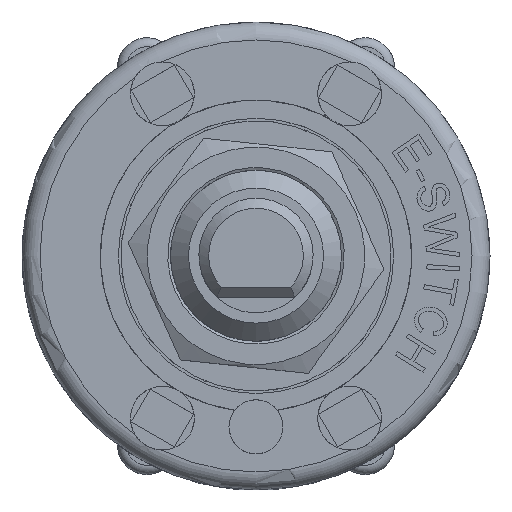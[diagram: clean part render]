
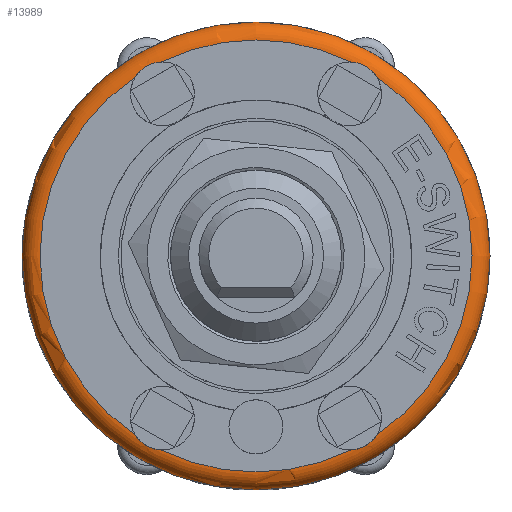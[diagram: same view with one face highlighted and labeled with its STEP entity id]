
A CAD part, top view. The second image highlights one B-rep face of the part: STEP entity #13989.
In plain terms, the highlighted toroidal (fillet/blend) face has major radius 12 mm and minor radius 1 mm.
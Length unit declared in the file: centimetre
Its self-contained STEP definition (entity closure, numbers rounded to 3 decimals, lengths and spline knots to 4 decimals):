
#28=TOROIDAL_SURFACE('',#14727,1.2,0.1);
#640=B_SPLINE_CURVE_WITH_KNOTS('',3,(#24064,#24065,#24066,#24067,#24068,
#24069,#24070,#24071,#24072,#24073,#24074,#24075),.UNSPECIFIED.,.F.,.F.,
(4,2,2,2,2,4),(-0.2692,-0.2446,-0.216,
-0.1921,-0.1645,-0.1357),.UNSPECIFIED.);
#641=B_SPLINE_CURVE_WITH_KNOTS('',3,(#24087,#24088,#24089,#24090,#24091,
#24092,#24093,#24094,#24095,#24096,#24097,#24098),.UNSPECIFIED.,.F.,.F.,
(4,2,2,2,2,4),(-0.2692,-0.2446,-0.216,
-0.1921,-0.1645,-0.1357),.UNSPECIFIED.);
#642=B_SPLINE_CURVE_WITH_KNOTS('',3,(#24115,#24116,#24117,#24118,#24119,
#24120,#24121,#24122,#24123,#24124,#24125,#24126),.UNSPECIFIED.,.F.,.F.,
(4,2,2,2,2,4),(-0.2692,-0.2446,-0.216,
-0.1921,-0.1645,-0.1357),.UNSPECIFIED.);
#643=B_SPLINE_CURVE_WITH_KNOTS('',3,(#24148,#24149,#24150,#24151,#24152,
#24153,#24154,#24155,#24156,#24157,#24158,#24159),.UNSPECIFIED.,.F.,.F.,
(4,2,2,2,2,4),(-0.2692,-0.2446,-0.216,
-0.1921,-0.1645,-0.1357),.UNSPECIFIED.);
#1862=FACE_OUTER_BOUND('',#2688,.T.);
#2688=EDGE_LOOP('',(#12860,#12861,#12862,#12863,#12864,#12865,#12866,#12867,
#12868,#12869,#12870,#12871));
#5831=CIRCLE('',#14680,1.3);
#5858=CIRCLE('',#14728,0.1);
#5859=CIRCLE('',#14729,1.2);
#5860=CIRCLE('',#14730,1.2);
#5861=CIRCLE('',#14731,1.2);
#5862=CIRCLE('',#14732,1.2);
#5863=CIRCLE('',#14733,1.2);
#7110=VERTEX_POINT('',#24026);
#7118=VERTEX_POINT('',#24062);
#7119=VERTEX_POINT('',#24063);
#7122=VERTEX_POINT('',#24085);
#7123=VERTEX_POINT('',#24086);
#7128=VERTEX_POINT('',#24113);
#7129=VERTEX_POINT('',#24114);
#7136=VERTEX_POINT('',#24146);
#7137=VERTEX_POINT('',#24147);
#7140=VERTEX_POINT('',#24169);
#9065=EDGE_CURVE('',#7110,#7110,#5831,.T.);
#9083=EDGE_CURVE('',#7118,#7119,#640,.T.);
#9089=EDGE_CURVE('',#7122,#7123,#641,.T.);
#9097=EDGE_CURVE('',#7128,#7129,#642,.T.);
#9107=EDGE_CURVE('',#7136,#7137,#643,.T.);
#9113=EDGE_CURVE('',#7110,#7140,#5858,.T.);
#9114=EDGE_CURVE('',#7140,#7128,#5859,.T.);
#9115=EDGE_CURVE('',#7129,#7122,#5860,.T.);
#9116=EDGE_CURVE('',#7123,#7118,#5861,.T.);
#9117=EDGE_CURVE('',#7119,#7136,#5862,.T.);
#9118=EDGE_CURVE('',#7137,#7140,#5863,.T.);
#12860=ORIENTED_EDGE('',*,*,#9065,.T.);
#12861=ORIENTED_EDGE('',*,*,#9113,.T.);
#12862=ORIENTED_EDGE('',*,*,#9114,.T.);
#12863=ORIENTED_EDGE('',*,*,#9097,.T.);
#12864=ORIENTED_EDGE('',*,*,#9115,.T.);
#12865=ORIENTED_EDGE('',*,*,#9089,.T.);
#12866=ORIENTED_EDGE('',*,*,#9116,.T.);
#12867=ORIENTED_EDGE('',*,*,#9083,.T.);
#12868=ORIENTED_EDGE('',*,*,#9117,.T.);
#12869=ORIENTED_EDGE('',*,*,#9107,.T.);
#12870=ORIENTED_EDGE('',*,*,#9118,.T.);
#12871=ORIENTED_EDGE('',*,*,#9113,.F.);
#13989=ADVANCED_FACE('',(#1862),#28,.T.);
#14680=AXIS2_PLACEMENT_3D('',#24027,#17465,#17466);
#14727=AXIS2_PLACEMENT_3D('',#24168,#17576,#17577);
#14728=AXIS2_PLACEMENT_3D('',#24170,#17578,#17579);
#14729=AXIS2_PLACEMENT_3D('',#24171,#17580,#17581);
#14730=AXIS2_PLACEMENT_3D('',#24172,#17582,#17583);
#14731=AXIS2_PLACEMENT_3D('',#24173,#17584,#17585);
#14732=AXIS2_PLACEMENT_3D('',#24174,#17586,#17587);
#14733=AXIS2_PLACEMENT_3D('',#24175,#17588,#17589);
#17465=DIRECTION('center_axis',(0.,0.,1.));
#17466=DIRECTION('ref_axis',(-1.,0.,0.));
#17576=DIRECTION('center_axis',(0.,0.,-1.));
#17577=DIRECTION('ref_axis',(-1.,0.,0.));
#17578=DIRECTION('center_axis',(0.,-1.,0.));
#17579=DIRECTION('ref_axis',(1.,0.,0.));
#17580=DIRECTION('center_axis',(0.,0.,-1.));
#17581=DIRECTION('ref_axis',(-1.,0.,0.));
#17582=DIRECTION('center_axis',(0.,0.,-1.));
#17583=DIRECTION('ref_axis',(-1.,0.,0.));
#17584=DIRECTION('center_axis',(0.,0.,-1.));
#17585=DIRECTION('ref_axis',(-1.,0.,0.));
#17586=DIRECTION('center_axis',(0.,0.,-1.));
#17587=DIRECTION('ref_axis',(-1.,0.,0.));
#17588=DIRECTION('center_axis',(0.,0.,-1.));
#17589=DIRECTION('ref_axis',(-1.,0.,0.));
#24026=CARTESIAN_POINT('',(1.3,0.,0.95));
#24027=CARTESIAN_POINT('Origin',(0.,0.,0.95));
#24062=CARTESIAN_POINT('',(-0.67,0.9955,1.05));
#24063=CARTESIAN_POINT('',(-0.5271,1.078,1.05));
#24064=CARTESIAN_POINT('Ctrl Pts',(-0.67,0.9955,
1.05));
#24065=CARTESIAN_POINT('Ctrl Pts',(-0.6646,1.0041,
1.05));
#24066=CARTESIAN_POINT('Ctrl Pts',(-0.6583,1.0124,
1.0498));
#24067=CARTESIAN_POINT('Ctrl Pts',(-0.6428,1.0294,
1.0491));
#24068=CARTESIAN_POINT('Ctrl Pts',(-0.6335,1.0377,
1.0488));
#24069=CARTESIAN_POINT('Ctrl Pts',(-0.615,1.051,1.0484));
#24070=CARTESIAN_POINT('Ctrl Pts',(-0.6061,1.0563,
1.0484));
#24071=CARTESIAN_POINT('Ctrl Pts',(-0.5859,1.0659,1.0487));
#24072=CARTESIAN_POINT('Ctrl Pts',(-0.5747,1.07,1.049));
#24073=CARTESIAN_POINT('Ctrl Pts',(-0.551,1.0759,1.0497));
#24074=CARTESIAN_POINT('Ctrl Pts',(-0.539,1.0775,
1.05));
#24075=CARTESIAN_POINT('Ctrl Pts',(-0.5271,1.078,
1.05));
#24085=CARTESIAN_POINT('',(-0.5271,-1.078,1.05));
#24086=CARTESIAN_POINT('',(-0.67,-0.9955,1.05));
#24087=CARTESIAN_POINT('Ctrl Pts',(-0.5271,-1.078,
1.05));
#24088=CARTESIAN_POINT('Ctrl Pts',(-0.5373,-1.0776,
1.05));
#24089=CARTESIAN_POINT('Ctrl Pts',(-0.5476,-1.0763,
1.0498));
#24090=CARTESIAN_POINT('Ctrl Pts',(-0.5701,-1.0714,1.0491));
#24091=CARTESIAN_POINT('Ctrl Pts',(-0.5819,-1.0675,
1.0488));
#24092=CARTESIAN_POINT('Ctrl Pts',(-0.6027,-1.0581,
1.0484));
#24093=CARTESIAN_POINT('Ctrl Pts',(-0.6117,-1.053,
1.0484));
#24094=CARTESIAN_POINT('Ctrl Pts',(-0.6301,-1.0404,
1.0487));
#24095=CARTESIAN_POINT('Ctrl Pts',(-0.6393,-1.0327,
1.049));
#24096=CARTESIAN_POINT('Ctrl Pts',(-0.6562,-1.0151,
1.0497));
#24097=CARTESIAN_POINT('Ctrl Pts',(-0.6637,-1.0055,
1.05));
#24098=CARTESIAN_POINT('Ctrl Pts',(-0.67,-0.9955,
1.05));
#24113=CARTESIAN_POINT('',(0.67,-0.9955,1.05));
#24114=CARTESIAN_POINT('',(0.5271,-1.078,1.05));
#24115=CARTESIAN_POINT('Ctrl Pts',(0.67,-0.9955,
1.05));
#24116=CARTESIAN_POINT('Ctrl Pts',(0.6646,-1.0041,
1.05));
#24117=CARTESIAN_POINT('Ctrl Pts',(0.6583,-1.0124,
1.0498));
#24118=CARTESIAN_POINT('Ctrl Pts',(0.6428,-1.0294,
1.0491));
#24119=CARTESIAN_POINT('Ctrl Pts',(0.6335,-1.0377,
1.0488));
#24120=CARTESIAN_POINT('Ctrl Pts',(0.615,-1.051,
1.0484));
#24121=CARTESIAN_POINT('Ctrl Pts',(0.6061,-1.0563,
1.0484));
#24122=CARTESIAN_POINT('Ctrl Pts',(0.5859,-1.0659,1.0487));
#24123=CARTESIAN_POINT('Ctrl Pts',(0.5747,-1.07,1.049));
#24124=CARTESIAN_POINT('Ctrl Pts',(0.551,-1.0759,
1.0497));
#24125=CARTESIAN_POINT('Ctrl Pts',(0.539,-1.0775,
1.05));
#24126=CARTESIAN_POINT('Ctrl Pts',(0.5271,-1.078,
1.05));
#24146=CARTESIAN_POINT('',(0.5271,1.078,1.05));
#24147=CARTESIAN_POINT('',(0.67,0.9955,1.05));
#24148=CARTESIAN_POINT('Ctrl Pts',(0.5271,1.078,1.05));
#24149=CARTESIAN_POINT('Ctrl Pts',(0.5373,1.0776,1.05));
#24150=CARTESIAN_POINT('Ctrl Pts',(0.5476,1.0763,1.0498));
#24151=CARTESIAN_POINT('Ctrl Pts',(0.5701,1.0714,1.0491));
#24152=CARTESIAN_POINT('Ctrl Pts',(0.5819,1.0675,1.0488));
#24153=CARTESIAN_POINT('Ctrl Pts',(0.6027,1.0581,1.0484));
#24154=CARTESIAN_POINT('Ctrl Pts',(0.6117,1.053,1.0484));
#24155=CARTESIAN_POINT('Ctrl Pts',(0.6301,1.0404,1.0487));
#24156=CARTESIAN_POINT('Ctrl Pts',(0.6393,1.0327,1.049));
#24157=CARTESIAN_POINT('Ctrl Pts',(0.6562,1.0151,1.0497));
#24158=CARTESIAN_POINT('Ctrl Pts',(0.6637,1.0055,1.05));
#24159=CARTESIAN_POINT('Ctrl Pts',(0.67,0.9955,
1.05));
#24168=CARTESIAN_POINT('Origin',(0.,0.,0.95));
#24169=CARTESIAN_POINT('',(1.2,0.,1.05));
#24170=CARTESIAN_POINT('Origin',(1.2,0.,0.95));
#24171=CARTESIAN_POINT('Origin',(0.,0.,1.05));
#24172=CARTESIAN_POINT('Origin',(0.,0.,1.05));
#24173=CARTESIAN_POINT('Origin',(0.,0.,1.05));
#24174=CARTESIAN_POINT('Origin',(0.,0.,1.05));
#24175=CARTESIAN_POINT('Origin',(0.,0.,1.05));
